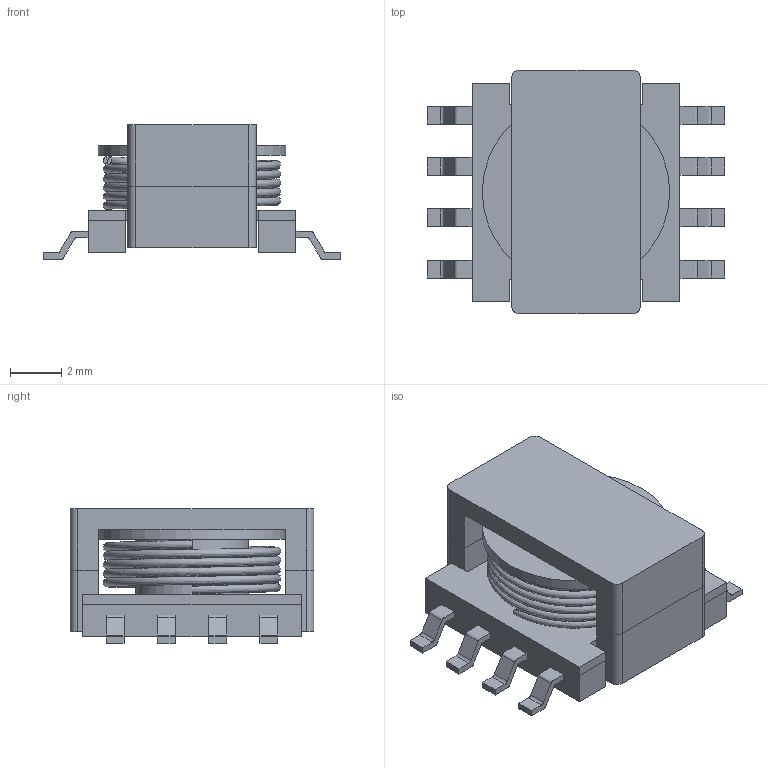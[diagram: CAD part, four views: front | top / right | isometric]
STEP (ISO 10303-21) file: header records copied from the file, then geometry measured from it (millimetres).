
FILE_DESCRIPTION (( 'STEP AP214' ), '1' );
FILE_NAME ('User Library-Trans ER9.5.STEP', '2021-01-26T15:10:28', ( '' ), ( '' ), 'SwSTEP 2.0', 'SolidWorks 2020', '' );
FILE_SCHEMA (( 'AUTOMOTIVE_DESIGN' ));
Length unit declared in the file: millimetre
Products named in the file (3): User Library-Ferroxcube ER9 Bobbin ER; ER9.5 Core___ _________; User Library-Trans ER9.5
Assembly tree (3 placements, depth 2):
  User Library-Trans ER9.5
    User Library-Ferroxcube ER9 Bobbin ER
    ER9.5 Core___ _________  x2
Bounding box: 11.6 x 9.5 x 5.25 mm (x, y, z)
Volume: 226.3 mm3; surface area: 845.4 mm2
Topology: 16 solids, 16 shells, 172 faces, 420 edges, 278 vertices
Faces by surface type: plane 112, cylinder 34, bspline 26
Entity records: 7976 total; most frequent: CARTESIAN_POINT 2737, ORIENTED_EDGE 724, DIRECTION 626, EDGE_CURVE 362, VECTOR 260, LINE 260, VERTEX_POINT 242, AXIS2_PLACEMENT_3D 183
